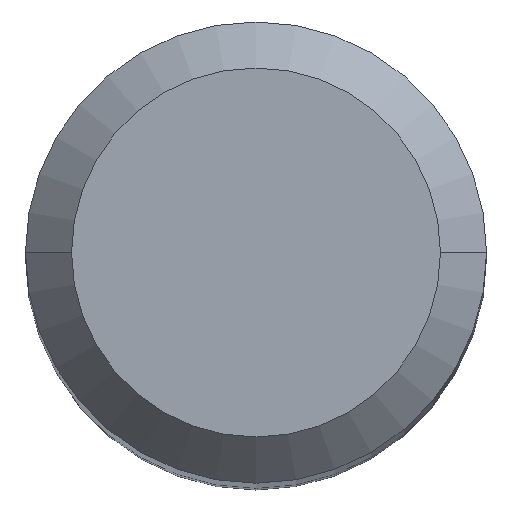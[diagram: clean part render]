
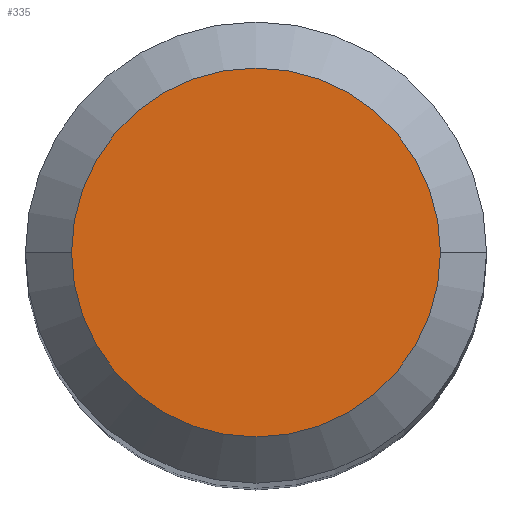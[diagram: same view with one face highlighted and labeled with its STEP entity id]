
A CAD part, top view. The second image highlights one B-rep face of the part: STEP entity #335.
In plain terms, the highlighted planar face has unit normal (0, 0, 1).
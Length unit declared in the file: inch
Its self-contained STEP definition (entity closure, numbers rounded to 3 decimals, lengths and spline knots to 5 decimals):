
#23 = DIRECTION ( 'NONE',  ( 1., 0., 0. ) ) ;
#37 = ORIENTED_EDGE ( 'NONE', *, *, #399, .T. ) ;
#59 = CARTESIAN_POINT ( 'NONE',  ( 0., 0., 0. ) ) ;
#89 = EDGE_CURVE ( 'NONE', #468, #205, #412, .T. ) ;
#99 = CARTESIAN_POINT ( 'NONE',  ( 0., 0., 0. ) ) ;
#139 = DIRECTION ( 'NONE',  ( 1., 0., 0. ) ) ;
#141 = CARTESIAN_POINT ( 'NONE',  ( 0.09448, 0., 0. ) ) ;
#147 = PLANE ( 'NONE',  #159 ) ;
#159 = AXIS2_PLACEMENT_3D ( 'NONE', #99, #181, #293 ) ;
#181 = DIRECTION ( 'NONE',  ( 0., 0., -1. ) ) ;
#202 = ORIENTED_EDGE ( 'NONE', *, *, #89, .T. ) ;
#205 = VERTEX_POINT ( 'NONE', #355 ) ;
#216 = FACE_OUTER_BOUND ( 'NONE', #285, .T. ) ;
#285 = EDGE_LOOP ( 'NONE', ( #37, #202 ) ) ;
#293 = DIRECTION ( 'NONE',  ( -1., 0., 0. ) ) ;
#324 = DIRECTION ( 'NONE',  ( 0., 0., 1. ) ) ;
#335 = ADVANCED_FACE ( 'NONE', ( #216 ), #147, .F. ) ;
#355 = CARTESIAN_POINT ( 'NONE',  ( -0.09448, 0., 0. ) ) ;
#368 = CARTESIAN_POINT ( 'NONE',  ( 0., 0., 0. ) ) ;
#380 = CIRCLE ( 'NONE', #440, 0.09448 ) ;
#399 = EDGE_CURVE ( 'NONE', #205, #468, #380, .T. ) ;
#412 = CIRCLE ( 'NONE', #450, 0.09448 ) ;
#440 = AXIS2_PLACEMENT_3D ( 'NONE', #368, #324, #23 ) ;
#450 = AXIS2_PLACEMENT_3D ( 'NONE', #59, #475, #139 ) ;
#468 = VERTEX_POINT ( 'NONE', #141 ) ;
#475 = DIRECTION ( 'NONE',  ( 0., 0., 1. ) ) ;
